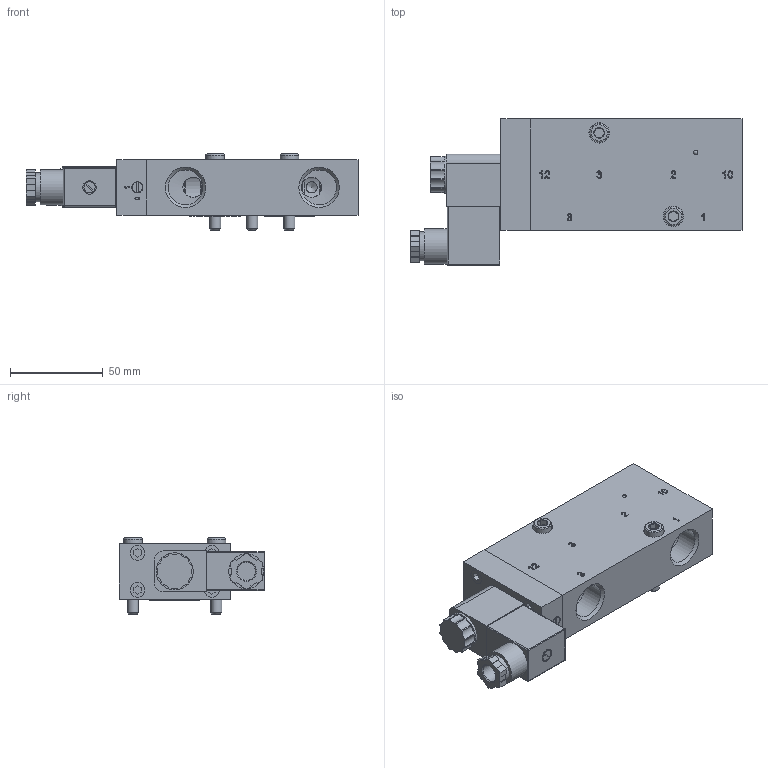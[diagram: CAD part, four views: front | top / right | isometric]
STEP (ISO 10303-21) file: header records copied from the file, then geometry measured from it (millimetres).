
FILE_DESCRIPTION(/* description */ ('Unknown','CAx-IF Rec.Pracs.---Representation and Presentation of Product Manufacturing Information (PMI)---4.0---2014-10-13','CAx-IF Rec.Pracs.---3D Tessellated Geometry---0.4---2014-09-14','2;1'),/* implementation_level */ '2;1');
FILE_NAME(/* name */ 'MNH 310 121 mit MA 22 mit ST 22',/* time_stamp */ '2019-04-17T10:41:56+02:00',/* author */ ('Unknown'),/* organization */ ('Unknown'),/* preprocessor_version */ 'ST-DEVELOPER v16.7',/* originating_system */ 'DEX',/* authorisation */ $);
FILE_SCHEMA (('AP242_MANAGED_MODEL_BASED_3D_ENGINEERING_MIM_LF { 1 0 10303 442 20130219 1 4 }'));
Length unit declared in the file: millimetre
Products named in the file (2): MNH 310 121 mit MA 22 mit ST 22
Assembly tree (1 placements, depth 2):
  MNH 310 121 mit MA 22 mit ST 22
    MNH 310 121 mit MA 22 mit ST 22
Bounding box: 179 x 78.7 x 41 mm (x, y, z)
Volume: 222185.5 mm3; surface area: 62179 mm2
Topology: 11 solids, 11 shells, 448 faces, 1100 edges, 719 vertices
Faces by surface type: plane 260, cylinder 101, cone 50, bspline 24, torus 8, sphere 5
Full cylindrical faces by diameter (mm): 1.5 x3, 2.375 x1, 2.4 x1, 2.459 x2, 3.236 x1, 4.134 x8, 4.773 x2, 6 x7, 6.1 x1, 6.6 x3, 7.3 x1, 8 x5, 8.15 x1, 8.5 x1, 9 x1, 9.15 x1, 9.75 x1, 10 x2, 10.8 x2, 11 x2, 11.6 x1, 12 x2, 14.5 x1, 15.6 x1, 16 x2, 16.5 x1, 17 x1, 18.8 x4, 19 x1, 20 x1
Entity records: 16548 total; most frequent: CARTESIAN_POINT 3738, DIRECTION 1909, ORIENTED_EDGE 1846, EDGE_CURVE 923, AXIS2_PLACEMENT_3D 673, VERTEX_POINT 667, FACE_BOUND 644, EDGE_LOOP 632
